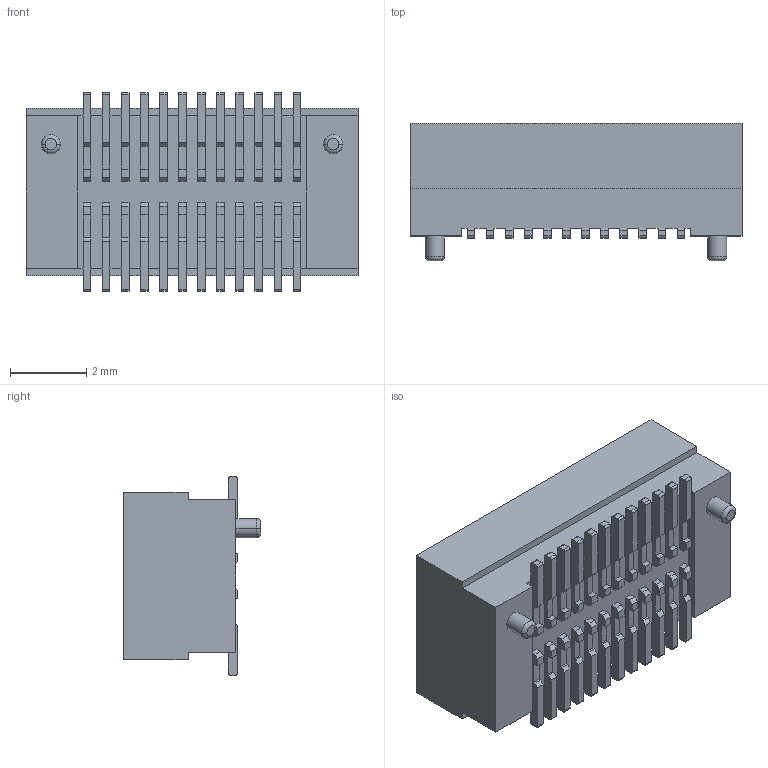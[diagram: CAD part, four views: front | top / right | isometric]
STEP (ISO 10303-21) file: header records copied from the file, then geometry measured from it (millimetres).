
FILE_DESCRIPTION((''),'2;1');
FILE_NAME('FBB05002-F24-H30','2020-11-18T',('gongcheng6'),(''),'PRO/ENGINEER BY PARAMETRIC TECHNOLOGY CORPORATION, 2010280','PRO/ENGINEER BY PARAMETRIC TECHNOLOGY CORPORATION, 2010280','');
FILE_SCHEMA(('CONFIG_CONTROL_DESIGN'));
Length unit declared in the file: millimetre
Products named in the file (1): FBB05002-F24-H30
Bounding box: 8.7 x 3.6 x 5.2 mm (x, y, z)
Volume: 85.2 mm3; surface area: 248.3 mm2
Topology: 1 solids, 1 shells, 370 faces, 1040 edges, 676 vertices
Faces by surface type: plane 314, cylinder 52, torus 4
Entity records: 11758 total; most frequent: CARTESIAN_POINT 2086, ORIENTED_EDGE 2080, DIRECTION 1892, EDGE_CURVE 1040, VECTOR 928, LINE 928, VERTEX_POINT 676, AXIS2_PLACEMENT_3D 482
